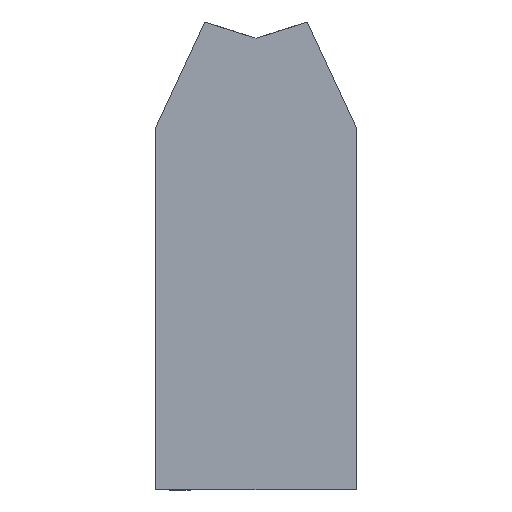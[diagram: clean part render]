
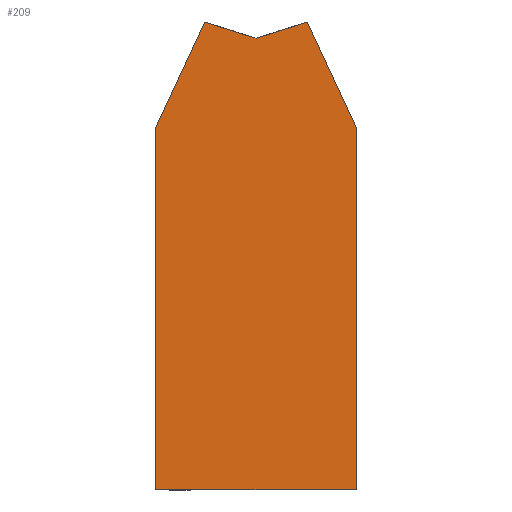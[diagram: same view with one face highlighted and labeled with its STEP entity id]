
A CAD part, front view. The second image highlights one B-rep face of the part: STEP entity #209.
In plain terms, the highlighted planar face has unit normal (0, -1, 0).
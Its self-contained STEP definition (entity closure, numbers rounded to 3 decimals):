
#209 = ADVANCED_FACE( '', ( #496 ), #497, .T. );
#496 = FACE_OUTER_BOUND( '', #776, .T. );
#497 = PLANE( '', #777 );
#776 = EDGE_LOOP( '', ( #1229, #1230, #1231, #1232, #1233, #1234, #1235 ) );
#777 = AXIS2_PLACEMENT_3D( '', #1236, #1237, #1238 );
#1229 = ORIENTED_EDGE( '', *, *, #1315, .T. );
#1230 = ORIENTED_EDGE( '', *, *, #1367, .T. );
#1231 = ORIENTED_EDGE( '', *, *, #1301, .T. );
#1232 = ORIENTED_EDGE( '', *, *, #1369, .T. );
#1233 = ORIENTED_EDGE( '', *, *, #1405, .T. );
#1234 = ORIENTED_EDGE( '', *, *, #1379, .T. );
#1235 = ORIENTED_EDGE( '', *, *, #1373, .T. );
#1236 = CARTESIAN_POINT( '', ( -12.5, 0., 0. ) );
#1237 = DIRECTION( '', ( 0., -1., 0. ) );
#1238 = DIRECTION( '', ( 0., 0., -1. ) );
#1301 = EDGE_CURVE( '', #1511, #1512, #1513, .T. );
#1315 = EDGE_CURVE( '', #1536, #1537, #1538, .T. );
#1367 = EDGE_CURVE( '', #1537, #1511, #1616, .T. );
#1369 = EDGE_CURVE( '', #1512, #1618, #1619, .T. );
#1373 = EDGE_CURVE( '', #1623, #1536, #1624, .T. );
#1379 = EDGE_CURVE( '', #1632, #1623, #1633, .T. );
#1405 = EDGE_CURVE( '', #1618, #1632, #1665, .T. );
#1511 = VERTEX_POINT( '', #1778 );
#1512 = VERTEX_POINT( '', #1779 );
#1513 = LINE( '', #1780, #1781 );
#1536 = VERTEX_POINT( '', #1806 );
#1537 = VERTEX_POINT( '', #1807 );
#1538 = LINE( '', #1808, #1809 );
#1616 = LINE( '', #1889, #1890 );
#1618 = VERTEX_POINT( '', #1892 );
#1619 = LINE( '', #1893, #1894 );
#1623 = VERTEX_POINT( '', #1899 );
#1624 = LINE( '', #1900, #1901 );
#1632 = VERTEX_POINT( '', #1911 );
#1633 = LINE( '', #1912, #1913 );
#1665 = LINE( '', #1951, #1952 );
#1778 = CARTESIAN_POINT( '', ( 12.5, 0., 0. ) );
#1779 = CARTESIAN_POINT( '', ( 12.5, 0., 45.194 ) );
#1780 = CARTESIAN_POINT( '', ( 12.5, 0., 0. ) );
#1781 = VECTOR( '', #2072, 1000. );
#1806 = CARTESIAN_POINT( '', ( -12.5, 0., 45.194 ) );
#1807 = CARTESIAN_POINT( '', ( -12.5, 0., 0. ) );
#1808 = CARTESIAN_POINT( '', ( -12.5, 0., 45.194 ) );
#1809 = VECTOR( '', #2102, 1000. );
#1889 = CARTESIAN_POINT( '', ( -12.5, 0., 0. ) );
#1890 = VECTOR( '', #2183, 1000. );
#1892 = CARTESIAN_POINT( '', ( 6.394, 0., 58.288 ) );
#1893 = CARTESIAN_POINT( '', ( 12.5, 0., 45.194 ) );
#1894 = VECTOR( '', #2184, 1000. );
#1899 = CARTESIAN_POINT( '', ( -6.394, 0., 58.288 ) );
#1900 = CARTESIAN_POINT( '', ( -6.394, 0., 58.288 ) );
#1901 = VECTOR( '', #2186, 1000. );
#1911 = CARTESIAN_POINT( '', ( 0., 0., 56.272 ) );
#1912 = CARTESIAN_POINT( '', ( 0., 0., 56.272 ) );
#1913 = VECTOR( '', #2192, 1000. );
#1951 = CARTESIAN_POINT( '', ( 6.394, 0., 58.288 ) );
#1952 = VECTOR( '', #2220, 1000. );
#2072 = DIRECTION( '', ( 0., 0., 1. ) );
#2102 = DIRECTION( '', ( 0., 0., -1. ) );
#2183 = DIRECTION( '', ( 1., 0., 0. ) );
#2184 = DIRECTION( '', ( -0.423, 0., 0.906 ) );
#2186 = DIRECTION( '', ( -0.423, 0., -0.906 ) );
#2192 = DIRECTION( '', ( -0.954, 0., 0.301 ) );
#2220 = DIRECTION( '', ( -0.954, 0., -0.301 ) );
